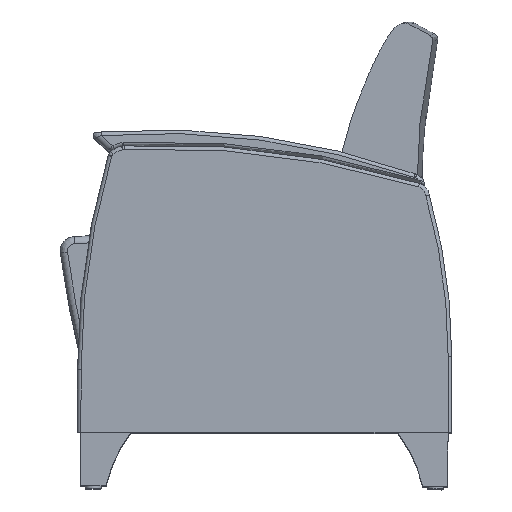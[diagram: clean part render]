
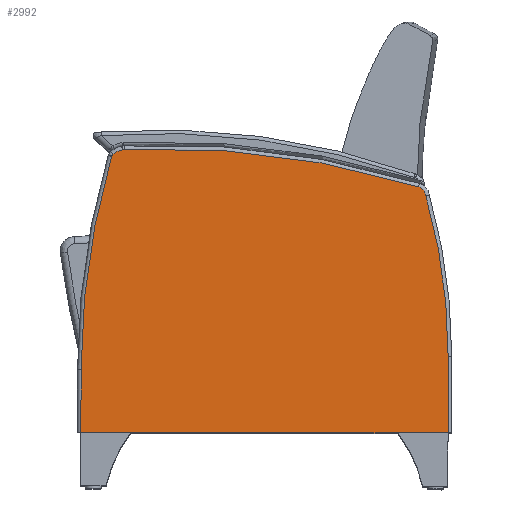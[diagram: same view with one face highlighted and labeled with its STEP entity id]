
A CAD part, top view. The second image highlights one B-rep face of the part: STEP entity #2992.
In plain terms, the highlighted planar face has unit normal (0, 0, 1).
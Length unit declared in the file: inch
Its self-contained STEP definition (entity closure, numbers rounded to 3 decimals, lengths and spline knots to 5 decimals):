
#226=PLANE('',#3298);
#280=LINE('',#4598,#398);
#282=LINE('',#4644,#400);
#298=LINE('',#4768,#416);
#398=VECTOR('',#3649,0.3937);
#400=VECTOR('',#3687,0.3937);
#416=VECTOR('',#3789,0.3937);
#619=FACE_OUTER_BOUND('',#825,.T.);
#825=EDGE_LOOP('',(#2173,#2174,#2175,#2176,#2177,#2178,#2179,#2180,#2181,
#2182));
#1105=CIRCLE('',#3229,0.25);
#1109=CIRCLE('',#3234,53.84447);
#1113=CIRCLE('',#3240,1.61874);
#1116=CIRCLE('',#3244,0.75);
#1119=CIRCLE('',#3248,59.75);
#1121=CIRCLE('',#3251,0.75);
#1124=CIRCLE('',#3256,40.58554);
#1307=VERTEX_POINT('',#4559);
#1308=VERTEX_POINT('',#4560);
#1312=VERTEX_POINT('',#4581);
#1314=VERTEX_POINT('',#4596);
#1315=VERTEX_POINT('',#4600);
#1317=VERTEX_POINT('',#4606);
#1319=VERTEX_POINT('',#4612);
#1322=VERTEX_POINT('',#4620);
#1323=VERTEX_POINT('',#4637);
#1326=VERTEX_POINT('',#4642);
#1591=EDGE_CURVE('',#1307,#1308,#1105,.T.);
#1597=EDGE_CURVE('',#1312,#1307,#1109,.T.);
#1600=EDGE_CURVE('',#1314,#1312,#280,.T.);
#1603=EDGE_CURVE('',#1308,#1315,#1113,.T.);
#1606=EDGE_CURVE('',#1315,#1317,#1116,.T.);
#1609=EDGE_CURVE('',#1317,#1319,#1119,.T.);
#1611=EDGE_CURVE('',#1319,#1322,#1121,.T.);
#1616=EDGE_CURVE('',#1326,#1323,#282,.T.);
#1617=EDGE_CURVE('',#1322,#1326,#1124,.T.);
#1658=EDGE_CURVE('',#1323,#1314,#298,.T.);
#2173=ORIENTED_EDGE('',*,*,#1600,.F.);
#2174=ORIENTED_EDGE('',*,*,#1658,.F.);
#2175=ORIENTED_EDGE('',*,*,#1616,.F.);
#2176=ORIENTED_EDGE('',*,*,#1617,.F.);
#2177=ORIENTED_EDGE('',*,*,#1611,.F.);
#2178=ORIENTED_EDGE('',*,*,#1609,.F.);
#2179=ORIENTED_EDGE('',*,*,#1606,.F.);
#2180=ORIENTED_EDGE('',*,*,#1603,.F.);
#2181=ORIENTED_EDGE('',*,*,#1591,.F.);
#2182=ORIENTED_EDGE('',*,*,#1597,.F.);
#2992=ADVANCED_FACE('',(#619),#226,.T.);
#3229=AXIS2_PLACEMENT_3D('',#4561,#3632,#3633);
#3234=AXIS2_PLACEMENT_3D('',#4592,#3642,#3643);
#3240=AXIS2_PLACEMENT_3D('',#4604,#3656,#3657);
#3244=AXIS2_PLACEMENT_3D('',#4610,#3664,#3665);
#3248=AXIS2_PLACEMENT_3D('',#4616,#3672,#3673);
#3251=AXIS2_PLACEMENT_3D('',#4621,#3678,#3679);
#3256=AXIS2_PLACEMENT_3D('',#4646,#3690,#3691);
#3298=AXIS2_PLACEMENT_3D('',#4769,#3790,#3791);
#3632=DIRECTION('center_axis',(0.,0.,-1.));
#3633=DIRECTION('ref_axis',(-0.844,0.537,0.));
#3642=DIRECTION('center_axis',(0.,0.,-1.));
#3643=DIRECTION('ref_axis',(-0.99,0.14,0.));
#3649=DIRECTION('',(0.,1.,0.));
#3656=DIRECTION('center_axis',(0.,0.,-1.));
#3657=DIRECTION('ref_axis',(-0.425,0.905,0.));
#3664=DIRECTION('center_axis',(0.,0.,-1.));
#3665=DIRECTION('ref_axis',(-0.128,0.992,0.));
#3672=DIRECTION('center_axis',(0.,0.,-1.));
#3673=DIRECTION('ref_axis',(0.124,0.992,0.));
#3678=DIRECTION('center_axis',(0.,0.,-1.));
#3679=DIRECTION('ref_axis',(0.761,0.649,0.));
#3687=DIRECTION('',(0.,-1.,0.));
#3690=DIRECTION('center_axis',(0.,0.,-1.));
#3691=DIRECTION('ref_axis',(0.99,0.139,0.));
#3789=DIRECTION('',(-1.,0.,0.));
#3790=DIRECTION('center_axis',(0.,0.,1.));
#3791=DIRECTION('ref_axis',(1.,0.,0.));
#4559=CARTESIAN_POINT('',(-12.3965,20.65936,2.75));
#4560=CARTESIAN_POINT('',(-12.30759,20.8021,2.75));
#4561=CARTESIAN_POINT('Origin',(-12.15221,20.60625,2.75));
#4581=CARTESIAN_POINT('',(-14.50196,5.72409,2.75));
#4592=CARTESIAN_POINT('Origin',(39.34251,5.74957,2.75));
#4596=CARTESIAN_POINT('',(-14.50196,1.38751,2.75));
#4598=CARTESIAN_POINT('',(-14.50196,5.41302,2.75));
#4600=CARTESIAN_POINT('',(-11.63546,21.11791,2.75));
#4604=CARTESIAN_POINT('Origin',(-11.3015,19.534,2.75));
#4606=CARTESIAN_POINT('',(-11.51791,21.13312,2.75));
#4610=CARTESIAN_POINT('Origin',(-11.48073,20.38404,2.75));
#4612=CARTESIAN_POINT('',(9.03893,18.55741,2.75));
#4616=CARTESIAN_POINT('Origin',(-8.55543,-38.54339,2.75));
#4620=CARTESIAN_POINT('',(9.56287,17.92892,2.75));
#4621=CARTESIAN_POINT('Origin',(8.81808,17.84066,2.75));
#4637=CARTESIAN_POINT('',(11.14024,1.38751,2.75));
#4642=CARTESIAN_POINT('',(11.14024,6.72403,2.75));
#4644=CARTESIAN_POINT('',(11.14024,8.58129,2.75));
#4646=CARTESIAN_POINT('Origin',(-29.4453,6.72403,2.75));
#4768=CARTESIAN_POINT('',(12.28079,1.38751,2.75));
#4769=CARTESIAN_POINT('Origin',(-1.61059,10.43854,2.75));
